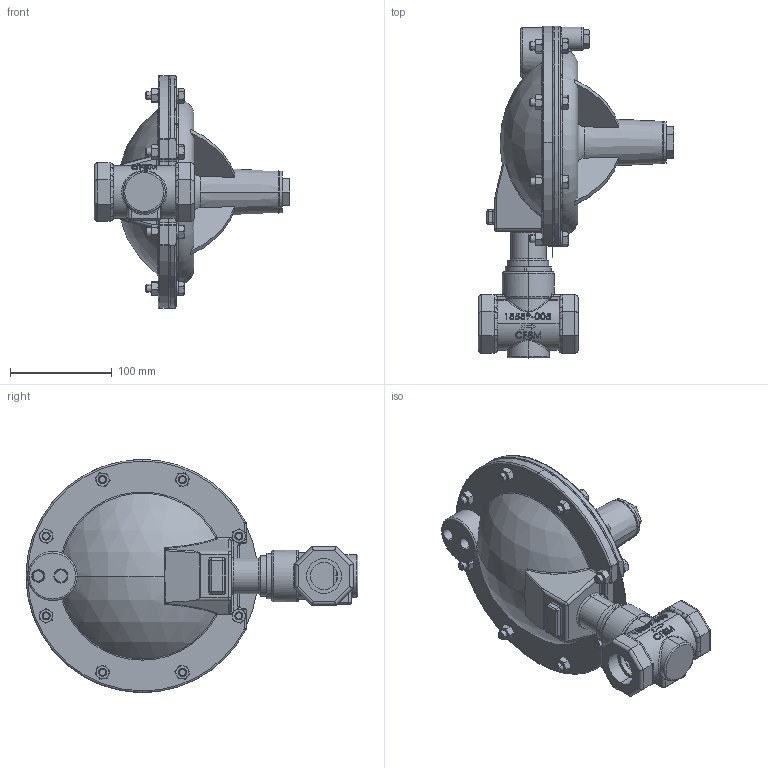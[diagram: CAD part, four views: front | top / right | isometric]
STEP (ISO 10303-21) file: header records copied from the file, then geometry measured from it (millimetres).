
FILE_DESCRIPTION (( 'STEP AP203' ), '1' );
FILE_NAME ('608BP-100-CS+S6-SW.STEP', '2017-09-07T11:22:27', ( '' ), ( '' ), 'SwSTEP 2.0', 'SolidWorks 2014', '' );
FILE_SCHEMA (( 'CONFIG_CONTROL_DESIGN' ));
Length unit declared in the file: inch
Products named in the file (1): 608BP-100-CS+S6-SW
Bounding box: 191.99 x 325.78 x 228.6 mm (x, y, z)
Volume: 2160480.8 mm3; surface area: 198161 mm2
Topology: 1 solids, 1 shells, 1039 faces, 2547 edges, 1549 vertices
Faces by surface type: plane 351, cylinder 246, cone 182, bspline 162, torus 78, sphere 20
Entity records: 58258 total; most frequent: CARTESIAN_POINT 35588, ORIENTED_EDGE 5060, DIRECTION 4198, EDGE_CURVE 2530, AXIS2_PLACEMENT_3D 1698, VERTEX_POINT 1549, EDGE_LOOP 1119, ADVANCED_FACE 1039
